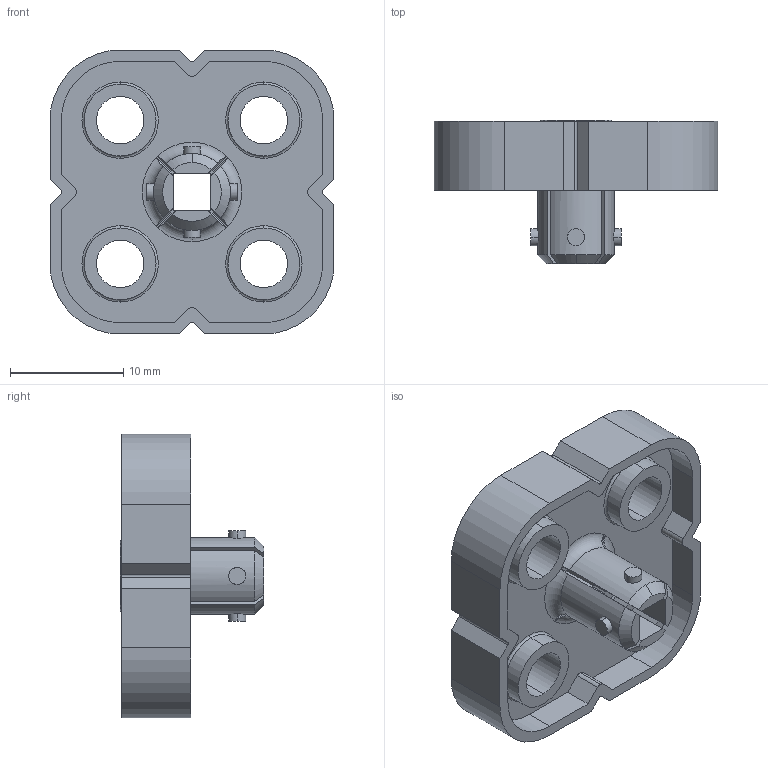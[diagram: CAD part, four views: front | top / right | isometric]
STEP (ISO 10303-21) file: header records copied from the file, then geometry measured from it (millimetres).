
FILE_DESCRIPTION (( 'STEP AP214' ), '1' );
FILE_NAME ('228-2500-225.STEP', '2014-05-01T18:01:23', ( '' ), ( '' ), 'SwSTEP 2.0', 'SolidWorks 2013', '' );
FILE_SCHEMA (( 'AUTOMOTIVE_DESIGN' ));
Length unit declared in the file: millimetre
Products named in the file (1): 228-2500-225
Bounding box: 25.1 x 12.7 x 25.1 mm (x, y, z)
Volume: 1895.4 mm3; surface area: 2839.5 mm2
Topology: 1 solids, 1 shells, 185 faces, 486 edges, 317 vertices
Faces by surface type: plane 93, cylinder 64, torus 21, cone 7
Entity records: 5924 total; most frequent: CARTESIAN_POINT 1207, DIRECTION 992, ORIENTED_EDGE 972, EDGE_CURVE 486, AXIS2_PLACEMENT_3D 354, VERTEX_POINT 317, VECTOR 284, LINE 284
